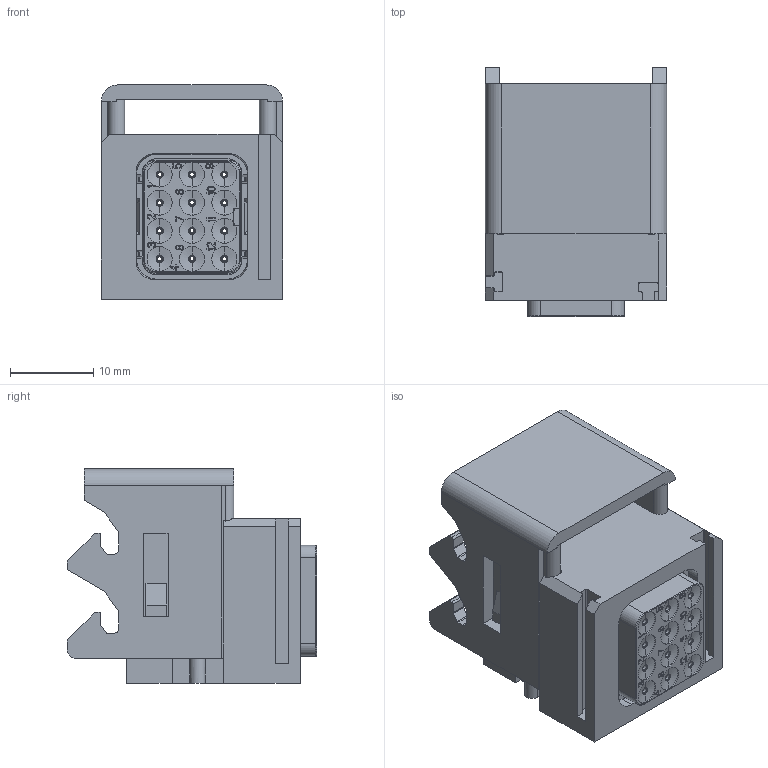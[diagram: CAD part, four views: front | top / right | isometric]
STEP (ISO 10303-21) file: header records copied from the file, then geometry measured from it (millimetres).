
FILE_DESCRIPTION((''),'2;1');
FILE_NAME('35599118787PSU','2020-02-20T',('presta_be4'),(''),'CREO PARAMETRIC BY PTC INC, 2018360','CREO PARAMETRIC BY PTC INC, 2018360','');
FILE_SCHEMA(('CONFIG_CONTROL_DESIGN'));
Products named in the file (1): 35599118787PSU
Bounding box: 21.8 x 29.96 x 25.75 mm (x, y, z)
Volume: 7220.6 mm3; surface area: 9909.7 mm2
Topology: 1 solids, 1 shells, 2854 faces, 7565 edges, 4763 vertices
Faces by surface type: plane 1662, cylinder 530, torus 312, cone 310, bspline 40
Entity records: 100133 total; most frequent: CARTESIAN_POINT 28665, ORIENTED_EDGE 15130, DIRECTION 14732, EDGE_CURVE 7565, VECTOR 4978, LINE 4978, AXIS2_PLACEMENT_3D 4877, VERTEX_POINT 4763
